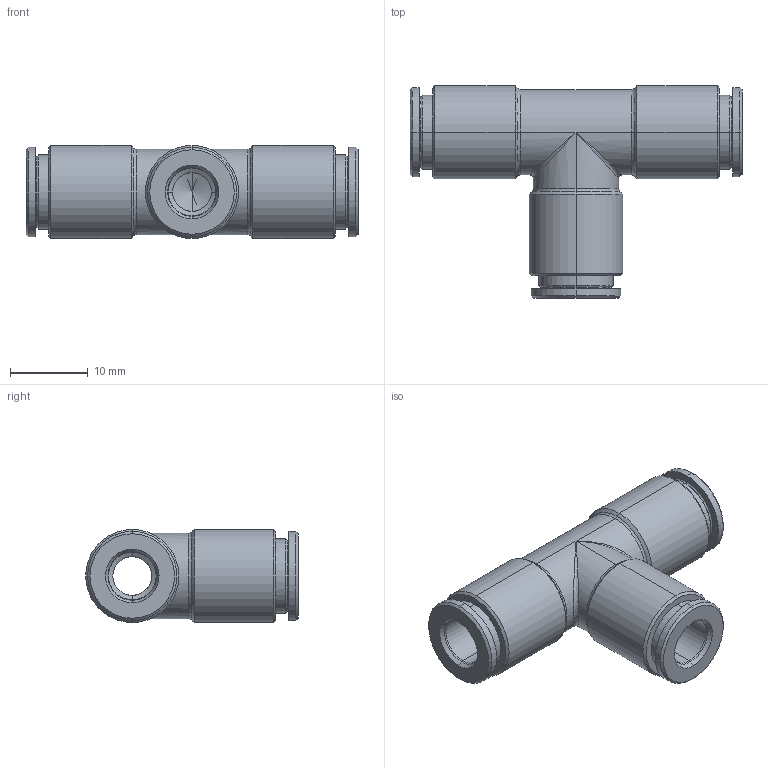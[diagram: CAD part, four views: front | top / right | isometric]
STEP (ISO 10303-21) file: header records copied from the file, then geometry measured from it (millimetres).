
FILE_DESCRIPTION (( 'STEP AP203' ), '1' );
FILE_NAME ('X0190030.STEP', '2016-12-06T10:44:22', ( '' ), ( '' ), 'SwSTEP 2.0', 'SolidWorks 2015', '' );
FILE_SCHEMA (( 'CONFIG_CONTROL_DESIGN' ));
Length unit declared in the file: millimetre
Products named in the file (1): X0190030
Bounding box: 42.81 x 27.4 x 12 mm (x, y, z)
Volume: 4400.1 mm3; surface area: 3658.6 mm2
Topology: 1 solids, 1 shells, 104 faces, 216 edges, 113 vertices
Faces by surface type: cylinder 37, cone 32, torus 24, plane 9, bspline 2
Entity records: 2933 total; most frequent: CARTESIAN_POINT 630, DIRECTION 540, ORIENTED_EDGE 420, AXIS2_PLACEMENT_3D 235, EDGE_CURVE 210, CIRCLE 132, VERTEX_POINT 113, EDGE_LOOP 113
